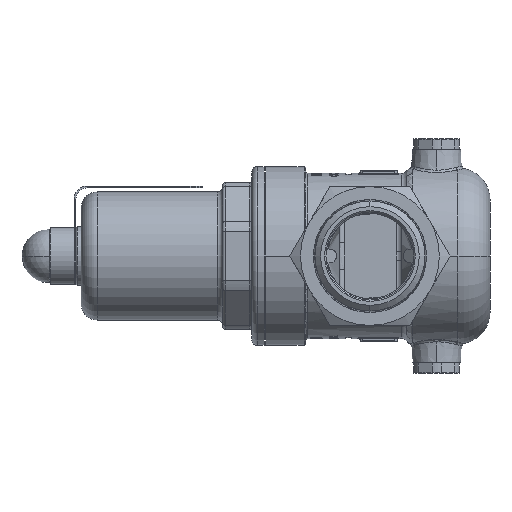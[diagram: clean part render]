
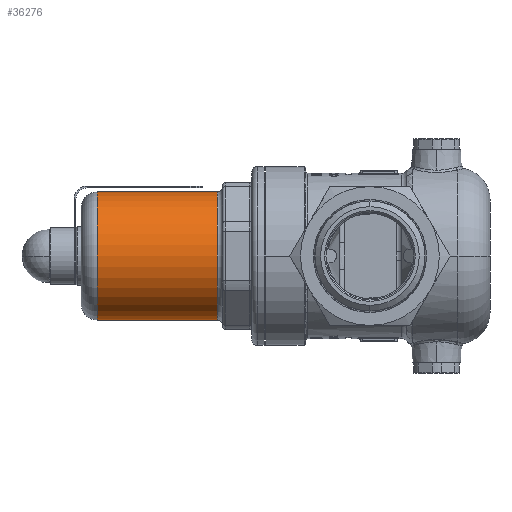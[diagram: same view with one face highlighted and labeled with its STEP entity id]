
A CAD part, left-side view. The second image highlights one B-rep face of the part: STEP entity #36276.
In plain terms, the highlighted cylindrical face has radius 24 mm (diameter 48 mm), a partial arc.
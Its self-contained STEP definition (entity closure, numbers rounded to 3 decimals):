
#967 = CARTESIAN_POINT ( 'NONE',  ( 0., 57.2, 24. ) ) ;
#984 = CARTESIAN_POINT ( 'NONE',  ( 0., 102.2, 24. ) ) ;
#1158 = CARTESIAN_POINT ( 'NONE',  ( 0., 102.2, -24. ) ) ;
#1176 = CARTESIAN_POINT ( 'NONE',  ( 0., 57.2, -24. ) ) ;
#2732 = CIRCLE ( 'NONE', #2736, 24. ) ;
#2736 = AXIS2_PLACEMENT_3D ( 'NONE', #5508, #5509, #5510 ) ;
#5508 = CARTESIAN_POINT ( 'NONE',  ( 0., 102.2, 0. ) ) ;
#5509 = DIRECTION ( 'NONE',  ( 0., 1., 0. ) ) ;
#5510 = DIRECTION ( 'NONE',  ( 0., 0., 1. ) ) ;
#7050 = EDGE_LOOP ( 'NONE', ( #29982, #11485, #38400, #29907 ) ) ;
#11485 = ORIENTED_EDGE ( 'NONE', *, *, #20389, .T. ) ;
#14284 = CARTESIAN_POINT ( 'NONE',  ( 0., 57.2, 0. ) ) ;
#14285 = DIRECTION ( 'NONE',  ( 0., 1., 0. ) ) ;
#14286 = DIRECTION ( 'NONE',  ( 0., 0., 1. ) ) ;
#16183 = LINE ( 'NONE', #16184, #22311 ) ;
#16184 = CARTESIAN_POINT ( 'NONE',  ( 0., 143.157, 24. ) ) ;
#16185 = DIRECTION ( 'NONE',  ( 0., 1., 0. ) ) ;
#20389 = EDGE_CURVE ( 'NONE', #42911, #42706, #22348, .T. ) ;
#22311 = VECTOR ( 'NONE', #16185, 1000. ) ;
#22348 = CIRCLE ( 'NONE', #22357, 24. ) ;
#22357 = AXIS2_PLACEMENT_3D ( 'NONE', #14284, #14285, #14286 ) ;
#22712 = VECTOR ( 'NONE', #33408, 1000. ) ;
#22767 = EDGE_CURVE ( 'NONE', #42911, #42893, #33403, .T. ) ;
#22865 = EDGE_CURVE ( 'NONE', #42706, #42722, #16183, .T. ) ;
#23600 = AXIS2_PLACEMENT_3D ( 'NONE', #44153, #44209, #44211 ) ;
#29907 = ORIENTED_EDGE ( 'NONE', *, *, #62896, .F. ) ;
#29982 = ORIENTED_EDGE ( 'NONE', *, *, #22767, .F. ) ;
#33386 = CARTESIAN_POINT ( 'NONE',  ( 0., 143.157, -24. ) ) ;
#33403 = LINE ( 'NONE', #33386, #22712 ) ;
#33408 = DIRECTION ( 'NONE',  ( 0., 1., 0. ) ) ;
#36276 = ADVANCED_FACE ( 'NONE', ( #44183 ), #44181, .T. ) ;
#38400 = ORIENTED_EDGE ( 'NONE', *, *, #22865, .T. ) ;
#42706 = VERTEX_POINT ( 'NONE', #967 ) ;
#42722 = VERTEX_POINT ( 'NONE', #984 ) ;
#42893 = VERTEX_POINT ( 'NONE', #1158 ) ;
#42911 = VERTEX_POINT ( 'NONE', #1176 ) ;
#44153 = CARTESIAN_POINT ( 'NONE',  ( 0., 143.157, 0. ) ) ;
#44181 = CYLINDRICAL_SURFACE ( 'NONE', #23600, 24. ) ;
#44183 = FACE_OUTER_BOUND ( 'NONE', #7050, .T. ) ;
#44209 = DIRECTION ( 'NONE',  ( 0., 1., 0. ) ) ;
#44211 = DIRECTION ( 'NONE',  ( 0., 0., 1. ) ) ;
#62896 = EDGE_CURVE ( 'NONE', #42893, #42722, #2732, .T. ) ;
